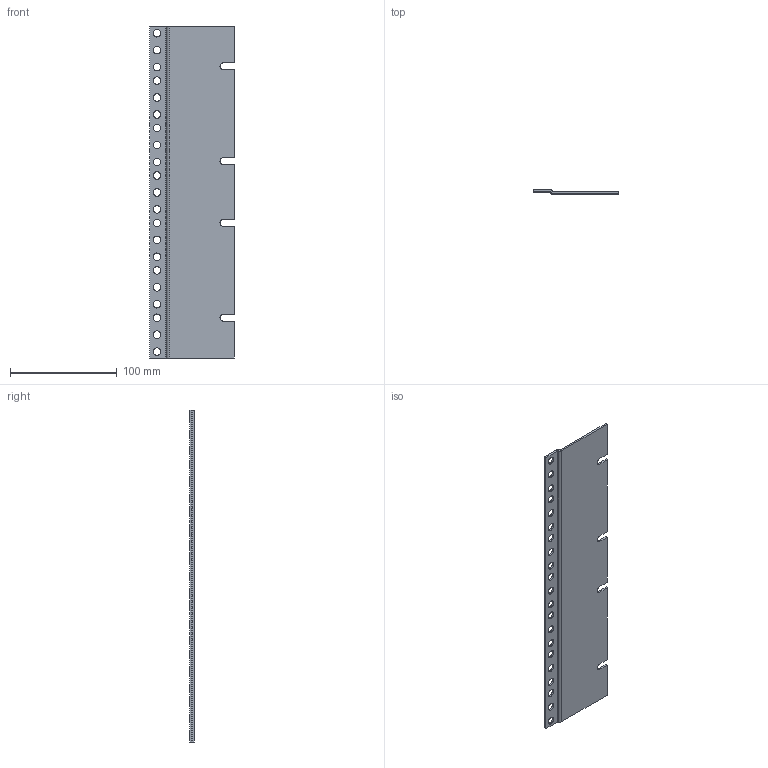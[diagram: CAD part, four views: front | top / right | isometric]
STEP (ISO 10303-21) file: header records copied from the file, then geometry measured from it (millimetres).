
FILE_DESCRIPTION (( 'STEP AP203' ), '1' );
FILE_NAME ('PBAS19012LG2.step', '2020-11-12T16:38:18', ( 'ADC123' ), ( 'Microsoft' ), 'SwSTEP 2.0', 'SolidWorks 2019', '' );
FILE_SCHEMA (( 'CONFIG_CONTROL_DESIGN' ));
Length unit declared in the file: inch
Products named in the file (1): PBAS19012LG2
Bounding box: 79.38 x 4.11 x 311.15 mm (x, y, z)
Volume: 43575.2 mm3; surface area: 50124.8 mm2
Topology: 1 solids, 1 shells, 49 faces, 141 edges, 94 vertices
Faces by surface type: cylinder 29, plane 20
Full cylindrical faces by diameter (mm): 7.137 x21
Entity records: 1691 total; most frequent: DIRECTION 278, CARTESIAN_POINT 264, ORIENTED_EDGE 240, EDGE_CURVE 120, EDGE_LOOP 112, AXIS2_PLACEMENT_3D 108, VERTEX_POINT 94, FACE_OUTER_BOUND 70
